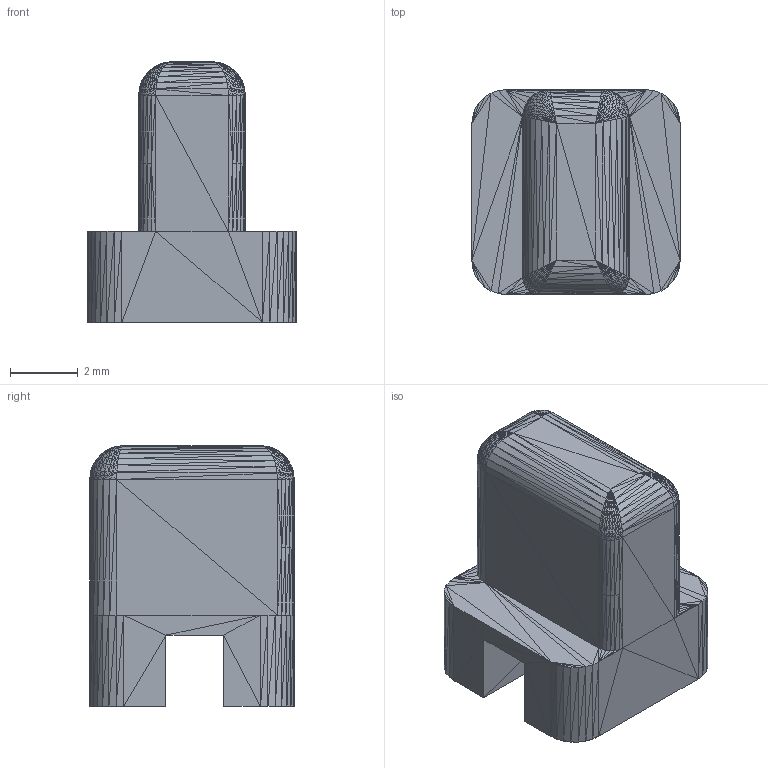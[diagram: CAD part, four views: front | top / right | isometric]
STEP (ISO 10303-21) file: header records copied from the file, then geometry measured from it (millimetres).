
FILE_DESCRIPTION((''),'2;1');
FILE_NAME('3D-ESPAI v513', '2025-04-07T05:33:17', (''), (''), 'ImageToStl.com STEP Converter','', '');
FILE_SCHEMA(('AUTOMOTIVE_DESIGN_CC2'));
Length unit declared in the file: metre
Products named in the file (1): product0
Bounding box: 6.15 x 6.04 x 7.69 mm (x, y, z)
Surface area: 230.4 mm2 (no closed solid volume)
Topology: 0 solids, 896 shells, 896 faces, 2688 edges, 450 vertices
Faces by surface type: plane 896
Entity records: 21543 total; most frequent: DIRECTION 4482, ORIENTED_EDGE 2688, EDGE_CURVE 2688, LINE 2688, VECTOR 2688, AXIS2_PLACEMENT_3D 897, STYLED_ITEM 897, FACE_SURFACE 896
